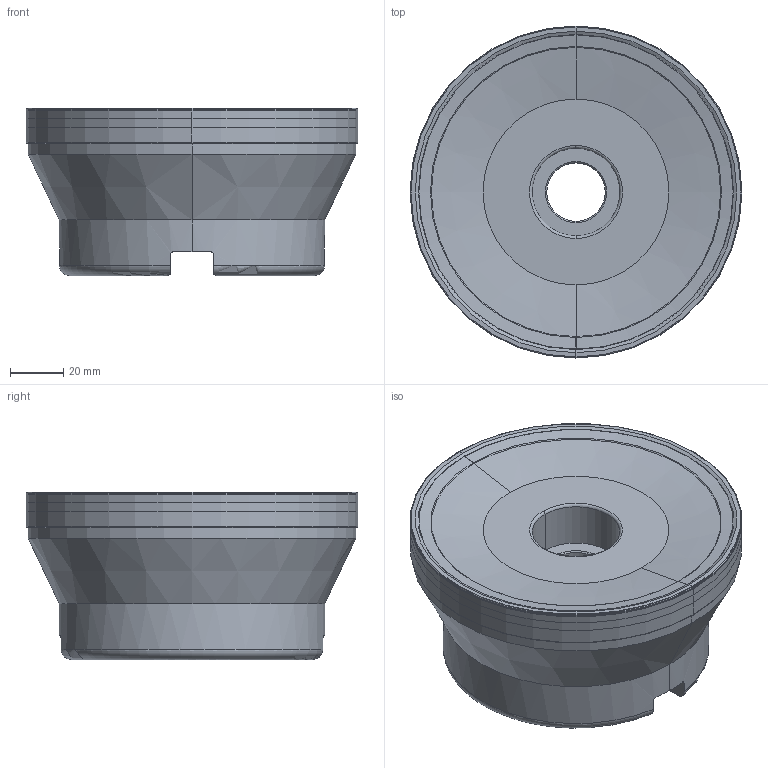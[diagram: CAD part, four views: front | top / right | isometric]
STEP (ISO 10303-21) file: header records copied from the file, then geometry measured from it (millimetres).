
FILE_DESCRIPTION((''),'2;1');
FILE_NAME('2J1F035R00__ASM','2010-02-19T',('rivarolo_pc'),(''),'PRO/ENGINEER BY PARAMETRIC TECHNOLOGY CORPORATION, 2009380','PRO/ENGINEER BY PARAMETRIC TECHNOLOGY CORPORATION, 2009380','');
FILE_SCHEMA(('CONFIG_CONTROL_DESIGN'));
Length unit declared in the file: millimetre
Products named in the file (3): 2J1C125R00_HSG; SCHNEIDEN_; 2J1F035R00__ASM
Assembly tree (2 placements, depth 2):
  2J1F035R00__ASM
    2J1C125R00_HSG
    SCHNEIDEN_
Bounding box: 125 x 125 x 63.02 mm (x, y, z)
Volume: 547183.2 mm3; surface area: 63469.1 mm2
Topology: 2 solids, 2 shells, 95 faces, 212 edges, 122 vertices
Faces by surface type: revolution 44, plane 17, cylinder 16, cone 12, torus 6
Entity records: 5441 total; most frequent: CARTESIAN_POINT 3302, ORIENTED_EDGE 424, DIRECTION 398, EDGE_CURVE 212, AXIS2_PLACEMENT_3D 154, VERTEX_POINT 122, B_SPLINE_CURVE_WITH_KNOTS 112, EDGE_LOOP 100
